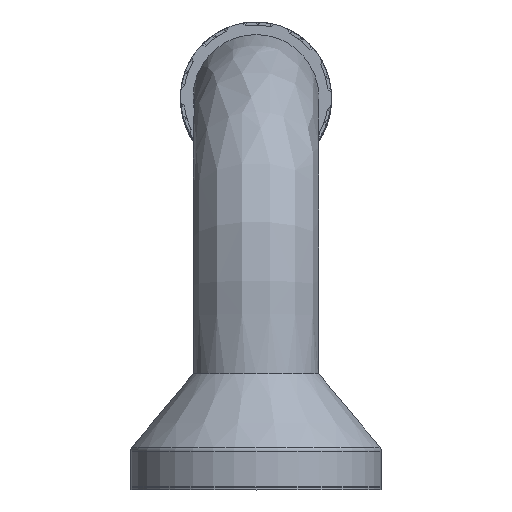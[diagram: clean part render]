
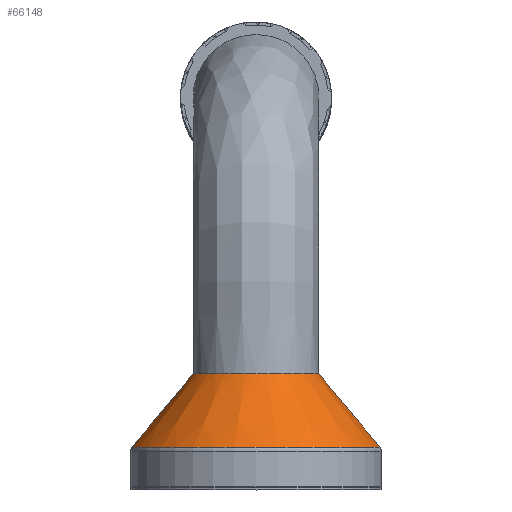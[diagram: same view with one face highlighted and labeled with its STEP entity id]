
A CAD part, top view. The second image highlights one B-rep face of the part: STEP entity #66148.
In plain terms, the highlighted conical face has half-angle 39.806 degrees and reference radius 10 mm.
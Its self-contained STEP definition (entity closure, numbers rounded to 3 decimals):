
#24=LINE('',#175473,#34);
#34=VECTOR('',#70066,10.);
#42=CONICAL_SURFACE('',#67468,10.,0.695);
#111=CIRCLE('',#67463,9.884);
#115=CIRCLE('',#67467,9.884);
#116=CIRCLE('',#67469,5.);
#5018=FACE_OUTER_BOUND('',#8699,.T.);
#8699=EDGE_LOOP('',(#60006,#60007,#60008,#60009,#60010));
#26981=VERTEX_POINT('',#175461);
#26982=VERTEX_POINT('',#175462);
#26985=VERTEX_POINT('',#175471);
#37989=EDGE_CURVE('',#26981,#26982,#111,.T.);
#37993=EDGE_CURVE('',#26982,#26981,#115,.T.);
#37994=EDGE_CURVE('',#26985,#26985,#116,.T.);
#37995=EDGE_CURVE('',#26985,#26981,#24,.T.);
#60006=ORIENTED_EDGE('',*,*,#37994,.F.);
#60007=ORIENTED_EDGE('',*,*,#37995,.T.);
#60008=ORIENTED_EDGE('',*,*,#37993,.F.);
#60009=ORIENTED_EDGE('',*,*,#37989,.F.);
#60010=ORIENTED_EDGE('',*,*,#37995,.F.);
#66148=ADVANCED_FACE('',(#5018),#42,.T.);
#67463=AXIS2_PLACEMENT_3D('',#175463,#70052,#70053);
#67467=AXIS2_PLACEMENT_3D('',#175469,#70060,#70061);
#67468=AXIS2_PLACEMENT_3D('',#175470,#70062,#70063);
#67469=AXIS2_PLACEMENT_3D('',#175472,#70064,#70065);
#70052=DIRECTION('center_axis',(0.,-1.,0.));
#70053=DIRECTION('ref_axis',(1.,0.,0.));
#70060=DIRECTION('center_axis',(0.,-1.,0.));
#70061=DIRECTION('ref_axis',(1.,0.,0.));
#70062=DIRECTION('center_axis',(0.,-1.,0.));
#70063=DIRECTION('ref_axis',(-1.,0.,0.));
#70064=DIRECTION('center_axis',(0.,1.,0.));
#70065=DIRECTION('ref_axis',(1.,0.,0.));
#70066=DIRECTION('',(0.64,-0.768,0.));
#175461=CARTESIAN_POINT('',(9.884,3.139,64.));
#175462=CARTESIAN_POINT('',(0.,3.139,54.116));
#175463=CARTESIAN_POINT('Origin',(0.,3.139,64.));
#175469=CARTESIAN_POINT('Origin',(0.,3.139,64.));
#175470=CARTESIAN_POINT('Origin',(0.,3.,64.));
#175471=CARTESIAN_POINT('',(5.,9.,64.));
#175472=CARTESIAN_POINT('Origin',(0.,9.,64.));
#175473=CARTESIAN_POINT('',(10.,3.,64.));
